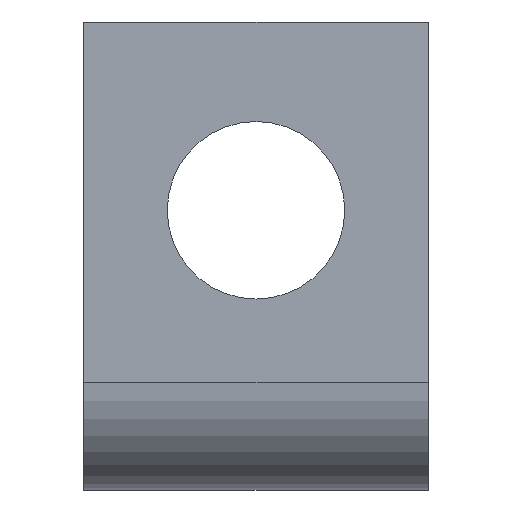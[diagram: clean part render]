
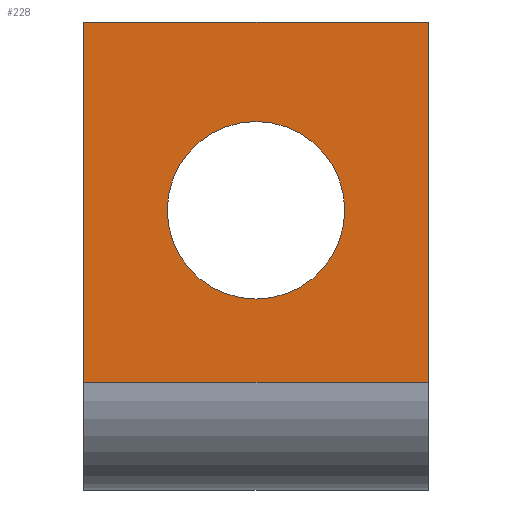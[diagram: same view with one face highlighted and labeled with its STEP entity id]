
A CAD part, left-side view. The second image highlights one B-rep face of the part: STEP entity #228.
In plain terms, the highlighted planar face has unit normal (-1, 0, 0).
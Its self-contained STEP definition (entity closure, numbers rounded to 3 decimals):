
#76 = VERTEX_POINT('',#77);
#77 = CARTESIAN_POINT('',(-6.4,3.2,2.));
#84 = EDGE_CURVE('',#76,#85,#87,.T.);
#85 = VERTEX_POINT('',#86);
#86 = CARTESIAN_POINT('',(-6.4,3.2,8.7));
#87 = LINE('',#88,#89);
#88 = CARTESIAN_POINT('',(-6.4,3.2,0.));
#89 = VECTOR('',#90,1.);
#90 = DIRECTION('',(0.,0.,1.));
#176 = VERTEX_POINT('',#177);
#177 = CARTESIAN_POINT('',(-6.4,-3.2,8.7));
#183 = EDGE_CURVE('',#176,#85,#184,.T.);
#184 = LINE('',#185,#186);
#185 = CARTESIAN_POINT('',(-6.4,-3.2,8.7));
#186 = VECTOR('',#187,1.);
#187 = DIRECTION('',(0.,1.,0.));
#228 = ADVANCED_FACE('',(#229,#247),#258,.T.);
#229 = FACE_BOUND('',#230,.T.);
#230 = EDGE_LOOP('',(#231,#239,#240,#241));
#231 = ORIENTED_EDGE('',*,*,#232,.T.);
#232 = EDGE_CURVE('',#233,#176,#235,.T.);
#233 = VERTEX_POINT('',#234);
#234 = CARTESIAN_POINT('',(-6.4,-3.2,2.));
#235 = LINE('',#236,#237);
#236 = CARTESIAN_POINT('',(-6.4,-3.2,0.));
#237 = VECTOR('',#238,1.);
#238 = DIRECTION('',(0.,0.,1.));
#239 = ORIENTED_EDGE('',*,*,#183,.T.);
#240 = ORIENTED_EDGE('',*,*,#84,.F.);
#241 = ORIENTED_EDGE('',*,*,#242,.F.);
#242 = EDGE_CURVE('',#233,#76,#243,.T.);
#243 = LINE('',#244,#245);
#244 = CARTESIAN_POINT('',(-6.4,-3.2,2.));
#245 = VECTOR('',#246,1.);
#246 = DIRECTION('',(0.,1.,0.));
#247 = FACE_BOUND('',#248,.T.);
#248 = EDGE_LOOP('',(#249));
#249 = ORIENTED_EDGE('',*,*,#250,.T.);
#250 = EDGE_CURVE('',#251,#251,#253,.T.);
#251 = VERTEX_POINT('',#252);
#252 = CARTESIAN_POINT('',(-6.4,1.65,5.2));
#253 = CIRCLE('',#254,1.65);
#254 = AXIS2_PLACEMENT_3D('',#255,#256,#257);
#255 = CARTESIAN_POINT('',(-6.4,0.,5.2));
#256 = DIRECTION('',(1.,0.,0.));
#257 = DIRECTION('',(0.,1.,0.));
#258 = PLANE('',#259);
#259 = AXIS2_PLACEMENT_3D('',#260,#261,#262);
#260 = CARTESIAN_POINT('',(-6.4,-3.2,0.));
#261 = DIRECTION('',(-1.,0.,0.));
#262 = DIRECTION('',(0.,1.,0.));
